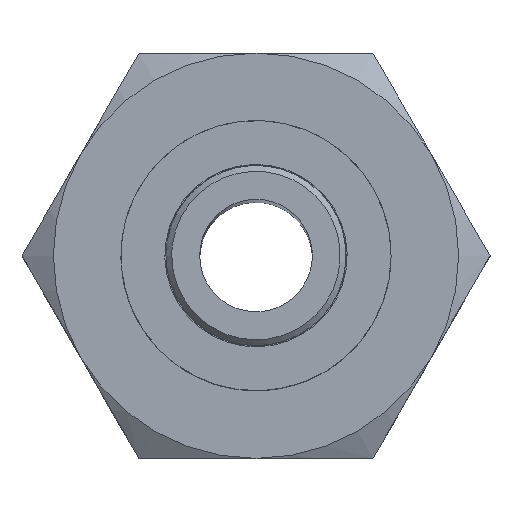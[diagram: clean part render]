
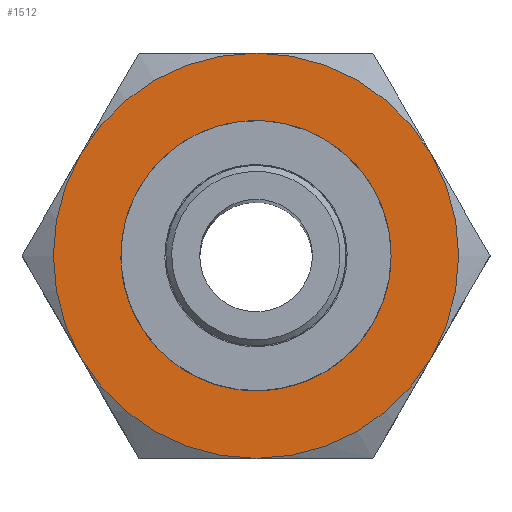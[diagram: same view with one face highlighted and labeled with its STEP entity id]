
A CAD part, top view. The second image highlights one B-rep face of the part: STEP entity #1512.
In plain terms, the highlighted planar face has unit normal (0, 0, 1).
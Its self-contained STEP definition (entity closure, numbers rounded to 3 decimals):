
#91=FACE_BOUND('',#318,.T.);
#114=PLANE('',#1663);
#215=FACE_OUTER_BOUND('',#317,.T.);
#317=EDGE_LOOP('',(#1125,#1126,#1127,#1128,#1129,#1130));
#318=EDGE_LOOP('',(#1131));
#432=CIRCLE('',#1664,18.);
#433=CIRCLE('',#1665,18.);
#434=CIRCLE('',#1666,18.);
#435=CIRCLE('',#1667,18.);
#436=CIRCLE('',#1668,18.);
#437=CIRCLE('',#1669,18.);
#438=CIRCLE('',#1670,12.);
#661=VERTEX_POINT('',#2535);
#662=VERTEX_POINT('',#2536);
#663=VERTEX_POINT('',#2538);
#664=VERTEX_POINT('',#2540);
#665=VERTEX_POINT('',#2542);
#666=VERTEX_POINT('',#2544);
#667=VERTEX_POINT('',#2547);
#837=EDGE_CURVE('',#661,#662,#432,.T.);
#838=EDGE_CURVE('',#662,#663,#433,.T.);
#839=EDGE_CURVE('',#663,#664,#434,.T.);
#840=EDGE_CURVE('',#664,#665,#435,.T.);
#841=EDGE_CURVE('',#665,#666,#436,.T.);
#842=EDGE_CURVE('',#666,#661,#437,.T.);
#843=EDGE_CURVE('',#667,#667,#438,.T.);
#1125=ORIENTED_EDGE('',*,*,#837,.T.);
#1126=ORIENTED_EDGE('',*,*,#838,.T.);
#1127=ORIENTED_EDGE('',*,*,#839,.T.);
#1128=ORIENTED_EDGE('',*,*,#840,.T.);
#1129=ORIENTED_EDGE('',*,*,#841,.T.);
#1130=ORIENTED_EDGE('',*,*,#842,.T.);
#1131=ORIENTED_EDGE('',*,*,#843,.F.);
#1512=ADVANCED_FACE('',(#215,#91),#114,.T.);
#1663=AXIS2_PLACEMENT_3D('',#2534,#1941,#1942);
#1664=AXIS2_PLACEMENT_3D('',#2537,#1943,#1944);
#1665=AXIS2_PLACEMENT_3D('',#2539,#1945,#1946);
#1666=AXIS2_PLACEMENT_3D('',#2541,#1947,#1948);
#1667=AXIS2_PLACEMENT_3D('',#2543,#1949,#1950);
#1668=AXIS2_PLACEMENT_3D('',#2545,#1951,#1952);
#1669=AXIS2_PLACEMENT_3D('',#2546,#1953,#1954);
#1670=AXIS2_PLACEMENT_3D('',#2548,#1955,#1956);
#1941=DIRECTION('center_axis',(0.,0.,
1.));
#1942=DIRECTION('ref_axis',(1.,0.,0.));
#1943=DIRECTION('center_axis',(0.,0.,
1.));
#1944=DIRECTION('ref_axis',(-1.,0.,0.));
#1945=DIRECTION('center_axis',(0.,0.,
1.));
#1946=DIRECTION('ref_axis',(-1.,0.,0.));
#1947=DIRECTION('center_axis',(0.,0.,
1.));
#1948=DIRECTION('ref_axis',(-1.,0.,0.));
#1949=DIRECTION('center_axis',(0.,0.,
1.));
#1950=DIRECTION('ref_axis',(-1.,0.,0.));
#1951=DIRECTION('center_axis',(0.,0.,
1.));
#1952=DIRECTION('ref_axis',(-1.,0.,0.));
#1953=DIRECTION('center_axis',(0.,0.,
1.));
#1954=DIRECTION('ref_axis',(-1.,0.,0.));
#1955=DIRECTION('center_axis',(0.,0.,
1.));
#1956=DIRECTION('ref_axis',(0.039,-0.999,0.));
#2534=CARTESIAN_POINT('Origin',(-0.526,0.67,134.181));
#2535=CARTESIAN_POINT('',(-0.526,18.67,134.181));
#2536=CARTESIAN_POINT('',(-16.115,9.67,134.181));
#2537=CARTESIAN_POINT('Origin',(-0.526,0.67,134.181));
#2538=CARTESIAN_POINT('',(-16.115,-8.33,134.181));
#2539=CARTESIAN_POINT('Origin',(-0.526,0.67,134.181));
#2540=CARTESIAN_POINT('',(-0.526,-17.33,134.181));
#2541=CARTESIAN_POINT('Origin',(-0.526,0.67,134.181));
#2542=CARTESIAN_POINT('',(15.062,-8.33,134.181));
#2543=CARTESIAN_POINT('Origin',(-0.526,0.67,134.181));
#2544=CARTESIAN_POINT('',(15.062,9.67,134.181));
#2545=CARTESIAN_POINT('Origin',(-0.526,0.67,134.181));
#2546=CARTESIAN_POINT('Origin',(-0.526,0.67,134.181));
#2547=CARTESIAN_POINT('',(-0.996,12.661,134.181));
#2548=CARTESIAN_POINT('Origin',(-0.526,0.67,134.181));
